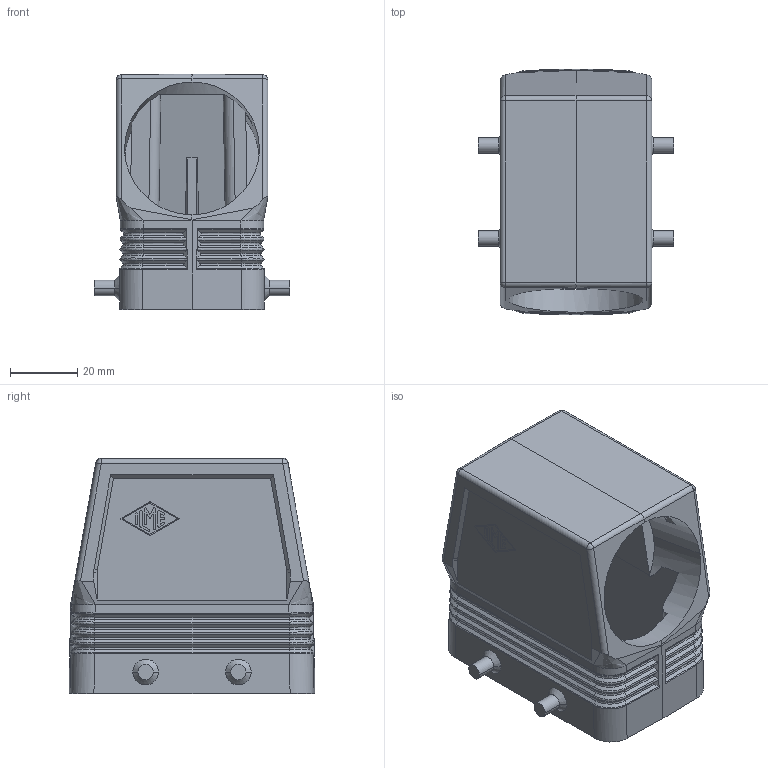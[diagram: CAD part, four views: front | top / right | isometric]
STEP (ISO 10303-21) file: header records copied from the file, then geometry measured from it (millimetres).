
FILE_DESCRIPTION(('Creo Elements/Direct Modeling STEP Export'),'2;1');
FILE_NAME('0ln7uvk49a5samo4008','2017-02-20T11:49:21',(''),(''),'PTC Creo Elements/Direct Modeling STEP processor for AP214 (Solid Model)','PTC Creo Elements/Direct Modeling 19.0E 27-Jun-2016 (C) Parametric Technology GmbH','');
FILE_SCHEMA(('AUTOMOTIVE_DESIGN { 1 0 10303 214 1 1 1 1 }'));
Products named in the file (2): MFOE_10.40M
Assembly tree (1 placements, depth 2):
  MFOE_10.40M
    MFOE_10.40M
Bounding box: 58 x 72.99 x 70 mm (x, y, z)
Volume: 60670 mm3; surface area: 32411.1 mm2
Topology: 1 solids, 1 shells, 359 faces, 905 edges, 556 vertices
Faces by surface type: plane 145, bspline 103, cylinder 71, extrusion 28, cone 8, sphere 4
Entity records: 39121 total; most frequent: CARTESIAN_POINT 28825, ORIENTED_EDGE 1802, DIRECTION 1121, EDGE_CURVE 901, VERTEX_POINT 556, VECTOR 489, LINE 461, EDGE_LOOP 373
